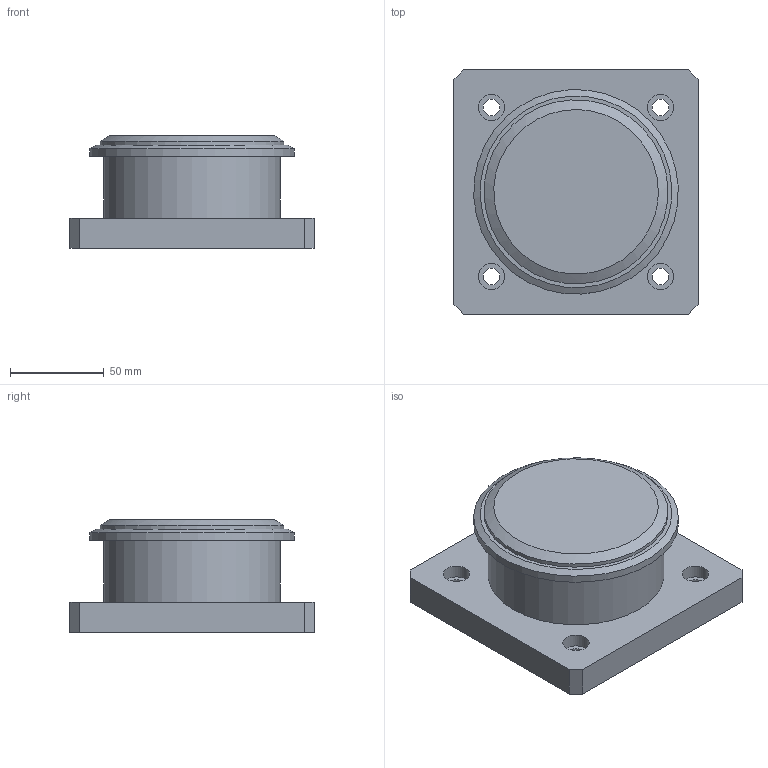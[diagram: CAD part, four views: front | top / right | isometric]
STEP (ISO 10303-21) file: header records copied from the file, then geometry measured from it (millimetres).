
FILE_DESCRIPTION(/* description */ (''),/* implementation_level */ '2;1');
FILE_NAME(/* name */ 'EFFU-300-N-UPE ASS''Y.stp',/* time_stamp */ '2018-11-30T13:51:24+09:00',/* author */ ('idt-l'),/* organization */ (''),/* preprocessor_version */ 'ST-DEVELOPER v16.13',/* originating_system */ 'Autodesk Inventor 2018',/* authorisation */ '');
FILE_SCHEMA (('AUTOMOTIVE_DESIGN { 1 0 10303 214 3 1 1 }'));
Length unit declared in the file: inch
Products named in the file (1): EFFU-300-N-UPE ASS'Y
Bounding box: 130 x 130 x 60 mm (x, y, z)
Volume: 582239 mm3; surface area: 60498.8 mm2
Topology: 1 solids, 1 shells, 30 faces, 62 edges, 41 vertices
Faces by surface type: plane 17, cylinder 11, cone 2
Full cylindrical faces by diameter (mm): 9 x4, 14 x4, 94 x1, 98 x1, 109 x1
Entity records: 825 total; most frequent: DIRECTION 134, CARTESIAN_POINT 119, ORIENTED_EDGE 96, EDGE_LOOP 58, AXIS2_PLACEMENT_3D 55, EDGE_CURVE 48, VERTEX_POINT 40, FACE_OUTER_BOUND 30
